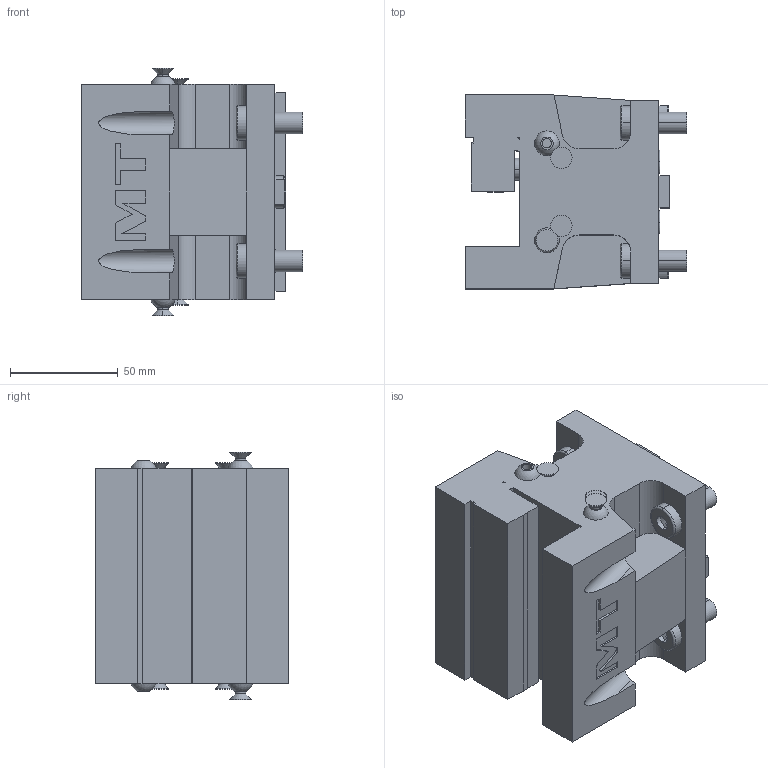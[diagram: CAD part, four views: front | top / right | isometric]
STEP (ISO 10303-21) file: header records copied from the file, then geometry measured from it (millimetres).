
FILE_DESCRIPTION((''),'2;1');
FILE_NAME('DWO0422540_CONF','2023-04-13T14:02:22',('gvalli'),('M.T. srl'),'CREO PARAMETRIC BY PTC INC, 2021072','CREO PARAMETRIC BY PTC INC, 2021072','');
FILE_SCHEMA(('CONFIG_CONTROL_DESIGN'));
Length unit declared in the file: millimetre
Products named in the file (1): DWO0422540_CONF
Bounding box: 103 x 90 x 115.1 mm (x, y, z)
Volume: 637677.3 mm3; surface area: 70136.3 mm2
Topology: 1 solids, 1 shells, 245 faces, 613 edges, 396 vertices
Faces by surface type: plane 133, cylinder 66, cone 26, torus 12, extrusion 4, sphere 4
Entity records: 7650 total; most frequent: CARTESIAN_POINT 1661, DIRECTION 1245, ORIENTED_EDGE 1210, EDGE_CURVE 605, AXIS2_PLACEMENT_3D 427, VERTEX_POINT 396, VECTOR 391, LINE 387
